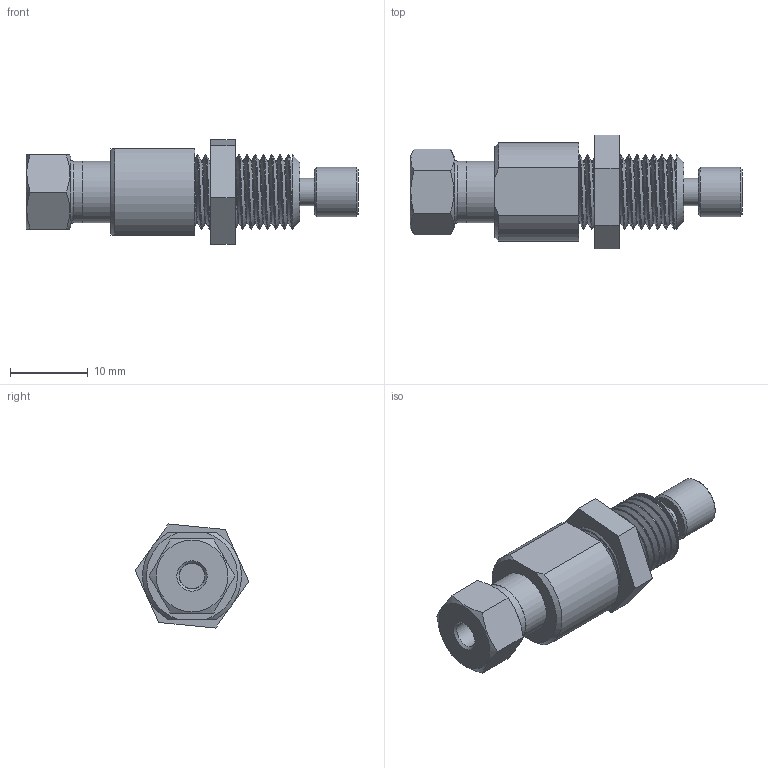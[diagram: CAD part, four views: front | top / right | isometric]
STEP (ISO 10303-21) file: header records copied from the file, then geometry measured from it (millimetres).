
FILE_DESCRIPTION((''),'2;1');
FILE_NAME('305257-ZBRU2.5LFPK Bulkhead internal reducing union.stp','2013-08-21T09:14:00',('Franzp'),(''),'Autodesk Inventor 2013','Autodesk Inventor 2013','');
FILE_SCHEMA(('AUTOMOTIVE_DESIGN { 1 0 10303 214 1 1 1 1 }'));
Length unit declared in the file: millimetre
Products named in the file (3): 3152a57; 315257; 313115
Assembly tree (2 placements, depth 2):
  3152a57
    315257
    313115
Bounding box: 42.62 x 14.59 x 13.36 mm (x, y, z)
Volume: 260.6 mm3; surface area: 3227.5 mm2
Topology: 1 solids, 6 shells, 56 faces, 132 edges, 84 vertices
Faces by surface type: plane 26, cone 12, cylinder 11, bspline 6, torus 1
Full cylindrical faces by diameter (mm): 0.94 x1, 3.3 x1, 3.505 x1, 6.35 x1, 7.874 x1, 7.938 x1, 7.956 x2, 8.382 x1
Entity records: 6266 total; most frequent: CARTESIAN_POINT 4987, DIRECTION 226, ORIENTED_EDGE 199, EDGE_CURVE 109, AXIS2_PLACEMENT_3D 97, EDGE_LOOP 87, VERTEX_POINT 81, FACE_OUTER_BOUND 56
